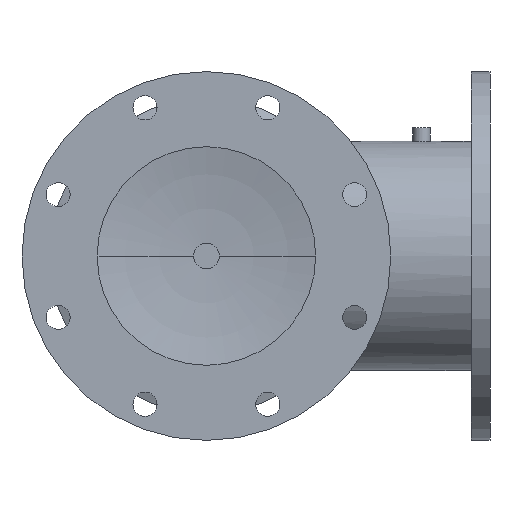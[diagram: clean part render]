
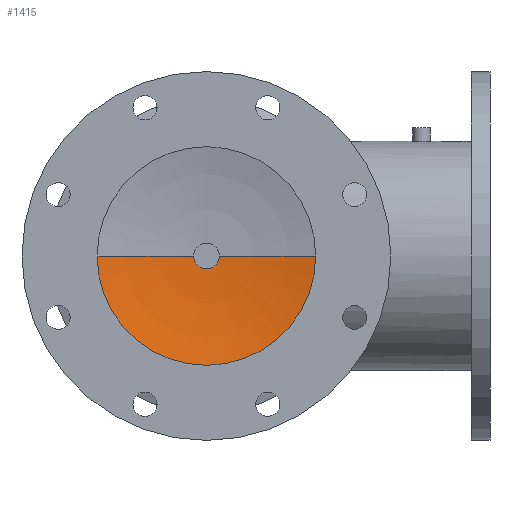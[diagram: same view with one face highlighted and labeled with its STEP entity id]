
A CAD part, front view. The second image highlights one B-rep face of the part: STEP entity #1415.
In plain terms, the highlighted toroidal (fillet/blend) face has major radius 0.201 mm and minor radius 503 mm.
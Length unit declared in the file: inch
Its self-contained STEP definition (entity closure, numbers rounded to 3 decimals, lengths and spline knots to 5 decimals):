
#284 = DIRECTION ( 'NONE',  ( 0., -1., 0. ) ) ;
#439 = CIRCLE ( 'NONE', #2422, 19.80315 ) ;
#755 = CARTESIAN_POINT ( 'NONE',  ( -0.46815, 33.5259, 0. ) ) ;
#851 = EDGE_CURVE ( 'NONE', #1866, #3151, #439, .T. ) ;
#853 = VERTEX_POINT ( 'NONE', #5069 ) ;
#872 = EDGE_CURVE ( 'NONE', #3009, #1866, #1444, .T. ) ;
#917 = ORIENTED_EDGE ( 'NONE', *, *, #872, .F. ) ;
#940 = EDGE_CURVE ( 'NONE', #3009, #853, #1231, .T. ) ;
#990 = DIRECTION ( 'NONE',  ( 1., 0., 0. ) ) ;
#1231 = CIRCLE ( 'NONE', #3779, 19.80315 ) ;
#1243 = CARTESIAN_POINT ( 'NONE',  ( 0., 33.07539, 0. ) ) ;
#1415 = ADVANCED_FACE ( 'NONE', ( #2447 ), #4565, .F. ) ;
#1444 = CIRCLE ( 'NONE', #5229, 0.46815 ) ;
#1866 = VERTEX_POINT ( 'NONE', #3333 ) ;
#2074 = EDGE_LOOP ( 'NONE', ( #917, #4089, #3870, #3309 ) ) ;
#2134 = CARTESIAN_POINT ( 'NONE',  ( -0.0079, 13.7281, 0. ) ) ;
#2224 = EDGE_CURVE ( 'NONE', #853, #3151, #2747, .T. ) ;
#2307 = AXIS2_PLACEMENT_3D ( 'NONE', #3604, #3144, #4990 ) ;
#2390 = DIRECTION ( 'NONE',  ( 0., -1., 0. ) ) ;
#2422 = AXIS2_PLACEMENT_3D ( 'NONE', #5029, #4610, #5958 ) ;
#2447 = FACE_OUTER_BOUND ( 'NONE', #2074, .T. ) ;
#2687 = CARTESIAN_POINT ( 'NONE',  ( 4.23247, 33.07539, 0. ) ) ;
#2747 = CIRCLE ( 'NONE', #3611, 4.23247 ) ;
#3009 = VERTEX_POINT ( 'NONE', #755 ) ;
#3022 = DIRECTION ( 'NONE',  ( 1., 0., 0. ) ) ;
#3100 = DIRECTION ( 'NONE',  ( 0., 0., 1. ) ) ;
#3144 = DIRECTION ( 'NONE',  ( 0., -1., 0. ) ) ;
#3151 = VERTEX_POINT ( 'NONE', #2687 ) ;
#3309 = ORIENTED_EDGE ( 'NONE', *, *, #851, .F. ) ;
#3333 = CARTESIAN_POINT ( 'NONE',  ( 0.46815, 33.5259, 0. ) ) ;
#3604 = CARTESIAN_POINT ( 'NONE',  ( 0., 13.7281, 0. ) ) ;
#3611 = AXIS2_PLACEMENT_3D ( 'NONE', #1243, #284, #3022 ) ;
#3779 = AXIS2_PLACEMENT_3D ( 'NONE', #2134, #3100, #4972 ) ;
#3870 = ORIENTED_EDGE ( 'NONE', *, *, #2224, .T. ) ;
#4089 = ORIENTED_EDGE ( 'NONE', *, *, #940, .T. ) ;
#4565 = TOROIDAL_SURFACE ( 'NONE', #2307, 0.0079, 19.80315 ) ;
#4610 = DIRECTION ( 'NONE',  ( 0., 0., -1. ) ) ;
#4972 = DIRECTION ( 'NONE',  ( 1., 0., 0. ) ) ;
#4990 = DIRECTION ( 'NONE',  ( 1., 0., 0. ) ) ;
#5029 = CARTESIAN_POINT ( 'NONE',  ( 0.0079, 13.7281, 0. ) ) ;
#5069 = CARTESIAN_POINT ( 'NONE',  ( -4.23247, 33.07539, 0. ) ) ;
#5229 = AXIS2_PLACEMENT_3D ( 'NONE', #5607, #2390, #990 ) ;
#5607 = CARTESIAN_POINT ( 'NONE',  ( 0., 33.5259, 0. ) ) ;
#5958 = DIRECTION ( 'NONE',  ( -1., 0., 0. ) ) ;
